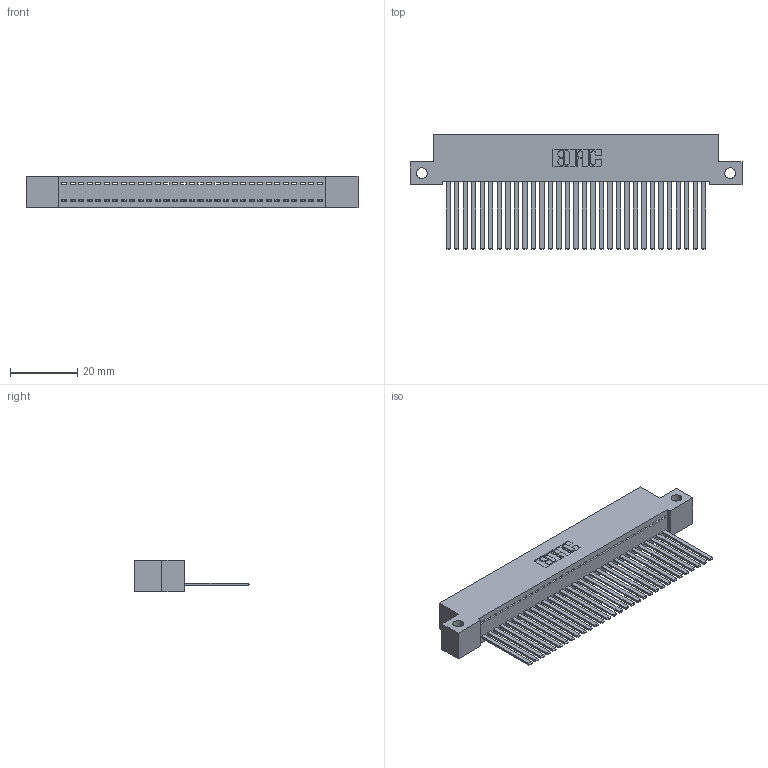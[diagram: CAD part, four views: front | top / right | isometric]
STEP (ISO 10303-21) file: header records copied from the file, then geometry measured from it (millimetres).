
FILE_DESCRIPTION (( 'STEP AP203' ), '1' );
FILE_NAME ('392-031-544-112.STEP', '2019-10-07T14:11:29', ( '' ), ( '' ), 'SwSTEP 2.0', 'SolidWorks 2016', '' );
FILE_SCHEMA (( 'CONFIG_CONTROL_DESIGN' ));
Length unit declared in the file: inch
Products named in the file (3): 342 Part_Side Mount; 345-292-001_345-293-144; 392-031-544-112
Assembly tree (32 placements, depth 2):
  392-031-544-112
    342 Part_Side Mount
    345-292-001_345-293-144  x31
Bounding box: 99.06 x 34.3 x 9.4 mm (x, y, z)
Volume: 8930.2 mm3; surface area: 13766.9 mm2
Topology: 32 solids, 32 shells, 1722 faces, 5197 edges, 3422 vertices
Faces by surface type: plane 1244, cylinder 478
Entity records: 20061 total; most frequent: CARTESIAN_POINT 3467, ORIENTED_EDGE 3434, DIRECTION 2943, EDGE_CURVE 1717, LINE 1593, VECTOR 1593, VERTEX_POINT 1142, AXIS2_PLACEMENT_3D 675
